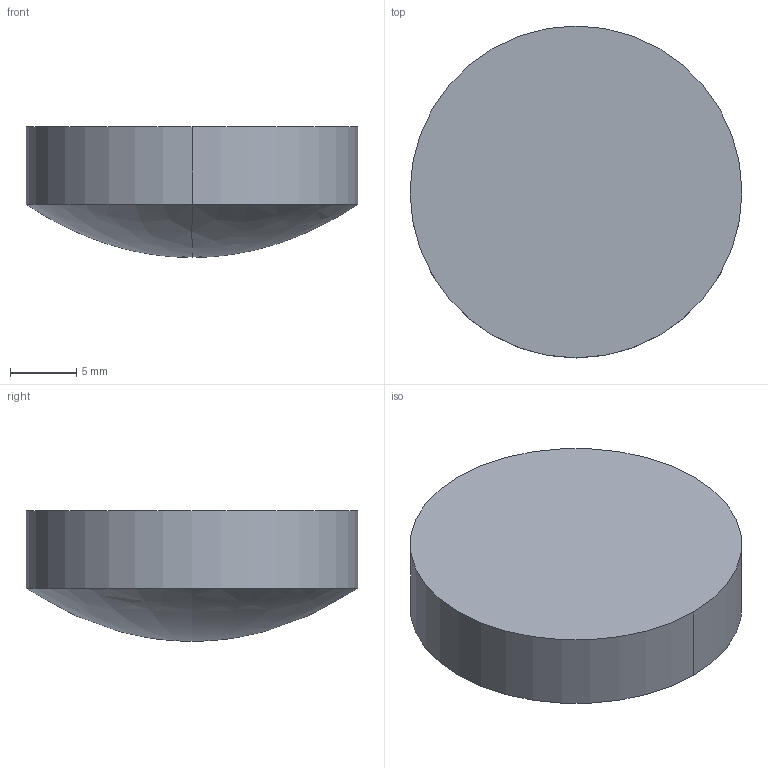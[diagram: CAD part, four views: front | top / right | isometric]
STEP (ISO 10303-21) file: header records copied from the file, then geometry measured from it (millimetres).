
FILE_DESCRIPTION (( 'STEP AP203' ), '1' );
FILE_NAME ('GLA11-025-025-H.STEP', '2023-11-22T04:54:43', ( '' ), ( '' ), 'SwSTEP 2.0', 'SolidWorks 2023', '' );
FILE_SCHEMA (( 'CONFIG_CONTROL_DESIGN' ));
Length unit declared in the file: millimetre
Products named in the file (3): GLA11-025-025-H.stp; surfaces 1,2.stp; GLA11-025-025-H
Assembly tree (2 placements, depth 3):
  GLA11-025-025-H
    GLA11-025-025-H.stp
      surfaces 1,2.stp
Bounding box: 25 x 25 x 9.86 mm (x, y, z)
Volume: 3867.4 mm3; surface area: 1490 mm2
Topology: 1 solids, 1 shells, 5 faces, 10 edges, 5 vertices
Faces by surface type: bspline 2, cylinder 2, plane 1
Entity records: 1071 total; most frequent: CARTESIAN_POINT 680, DIRECTION 28, PERSON_AND_ORGANIZATION 26, DATE_AND_TIME 19, CALENDAR_DATE 19, COORDINATED_UNIVERSAL_TIME_OFFSET 19, LOCAL_TIME 19, CC_DESIGN_PERSON_AND_ORGANIZATION_ASSIGNMENT 17
